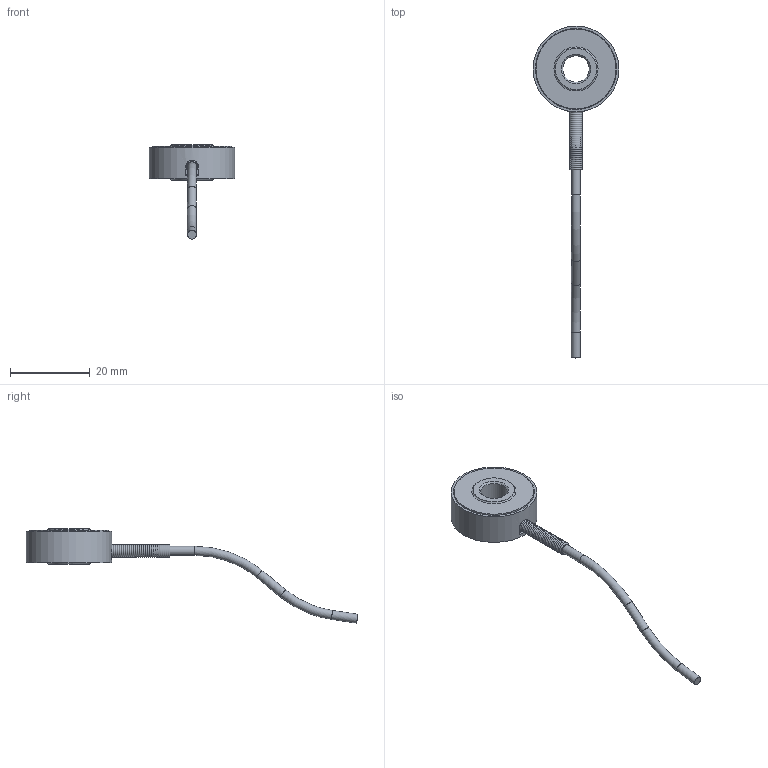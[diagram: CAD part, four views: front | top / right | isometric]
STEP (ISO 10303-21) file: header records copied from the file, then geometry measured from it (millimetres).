
FILE_DESCRIPTION((''),'2;1');
FILE_NAME('LLW300 1-4 ID.stp','2010-11-15T11:03:48',('thomasl'),(''),'Autodesk Inventor 2008','Autodesk Inventor 2008','');
FILE_SCHEMA(('AUTOMOTIVE_DESIGN { 1 0 10303 214 1 1 1 1 }'));
Length unit declared in the file: inch
Products named in the file (2): LLW300 1-4 ID; WIRE
Assembly tree (1 placements, depth 2):
  LLW300 1-4 ID
    WIRE
Bounding box: 21.59 x 83.38 x 23.69 mm (x, y, z)
Volume: 2969 mm3; surface area: 2897 mm2
Topology: 2 solids, 2 shells, 60 faces, 124 edges, 72 vertices
Faces by surface type: torus 32, cylinder 12, plane 12, bspline 2, cone 2
Full cylindrical faces by diameter (mm): 2.261 x3, 6.604 x1, 10.414 x2, 20.066 x1, 20.32 x1, 20.371 x1, 21.59 x1
Entity records: 1514 total; most frequent: CARTESIAN_POINT 391, DIRECTION 248, ORIENTED_EDGE 140, AXIS2_PLACEMENT_3D 119, EDGE_LOOP 116, EDGE_CURVE 70, VERTEX_POINT 64, FACE_OUTER_BOUND 60
